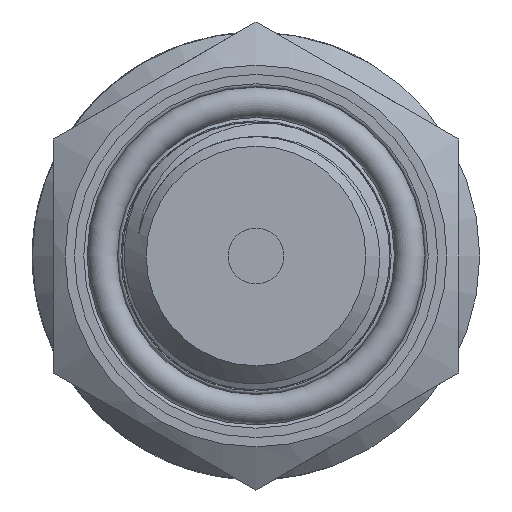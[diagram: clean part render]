
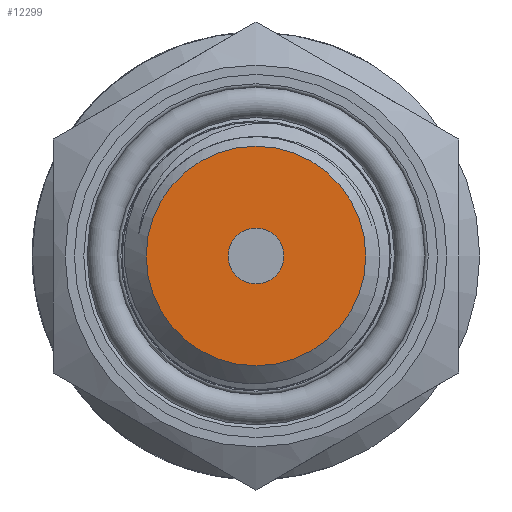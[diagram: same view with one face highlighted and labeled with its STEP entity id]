
A CAD part, left-side view. The second image highlights one B-rep face of the part: STEP entity #12299.
In plain terms, the highlighted planar face has unit normal (-1, 0, 0).
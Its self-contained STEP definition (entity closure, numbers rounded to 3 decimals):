
#1196=FACE_BOUND('',#3921,.T.);
#3199=FACE_OUTER_BOUND('',#3920,.T.);
#3920=EDGE_LOOP('',(#8299));
#3921=EDGE_LOOP('',(#8300));
#4685=CIRCLE('',#13094,6.5);
#4686=CIRCLE('',#13095,1.65);
#4998=VERTEX_POINT('',#17624);
#4999=VERTEX_POINT('',#17626);
#6314=EDGE_CURVE('',#4998,#4998,#4685,.T.);
#6315=EDGE_CURVE('',#4999,#4999,#4686,.T.);
#8299=ORIENTED_EDGE('',*,*,#6314,.T.);
#8300=ORIENTED_EDGE('',*,*,#6315,.T.);
#12030=PLANE('',#13093);
#12299=ADVANCED_FACE('',(#3199,#1196),#12030,.T.);
#13093=AXIS2_PLACEMENT_3D('',#17623,#13838,#13839);
#13094=AXIS2_PLACEMENT_3D('',#17625,#13840,#13841);
#13095=AXIS2_PLACEMENT_3D('',#17627,#13842,#13843);
#13838=DIRECTION('center_axis',(-1.,0.,0.));
#13839=DIRECTION('ref_axis',(0.,0.,1.));
#13840=DIRECTION('center_axis',(-1.,0.,0.));
#13841=DIRECTION('ref_axis',(0.,1.,0.));
#13842=DIRECTION('center_axis',(1.,0.,0.));
#13843=DIRECTION('ref_axis',(0.,0.,-1.));
#17623=CARTESIAN_POINT('Origin',(0.,8.,0.));
#17624=CARTESIAN_POINT('',(0.,-6.5,0.));
#17625=CARTESIAN_POINT('Origin',(0.,0.,0.));
#17626=CARTESIAN_POINT('',(0.,-1.65,0.));
#17627=CARTESIAN_POINT('Origin',(0.,0.,0.));
